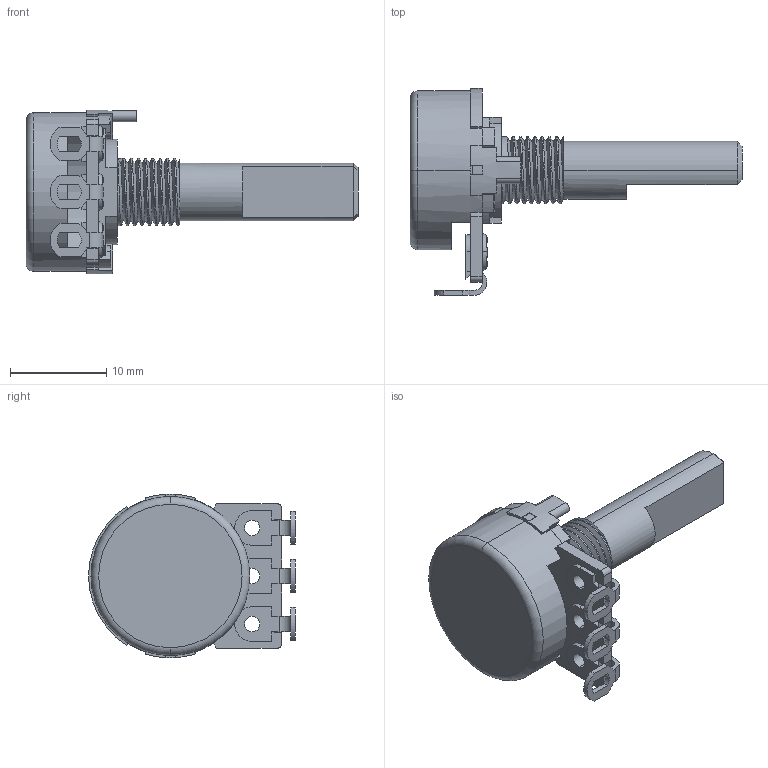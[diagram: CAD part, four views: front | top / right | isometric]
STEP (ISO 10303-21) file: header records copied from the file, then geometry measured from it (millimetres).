
FILE_DESCRIPTION((''),'2;1');
FILE_NAME('PDB181-E','2015-11-23T',('RICKB'),('Bourns, Inc.'),'PRO/ENGINEER BY PARAMETRIC TECHNOLOGY CORPORATION, 2012230','PRO/ENGINEER BY PARAMETRIC TECHNOLOGY CORPORATION, 2012230','');
FILE_SCHEMA(('CONFIG_CONTROL_DESIGN'));
Length unit declared in the file: millimetre
Products named in the file (1): PDB181-E
Bounding box: 34.5 x 21.5 x 17 mm (x, y, z)
Volume: 1625.5 mm3; surface area: 2487.5 mm2
Topology: 1 solids, 4 shells, 303 faces, 852 edges, 569 vertices
Faces by surface type: plane 195, cylinder 84, torus 17, bspline 6, cone 1
Entity records: 11698 total; most frequent: CARTESIAN_POINT 3653, ORIENTED_EDGE 1704, DIRECTION 1668, EDGE_CURVE 852, AXIS2_PLACEMENT_3D 592, VERTEX_POINT 569, VECTOR 484, LINE 484
